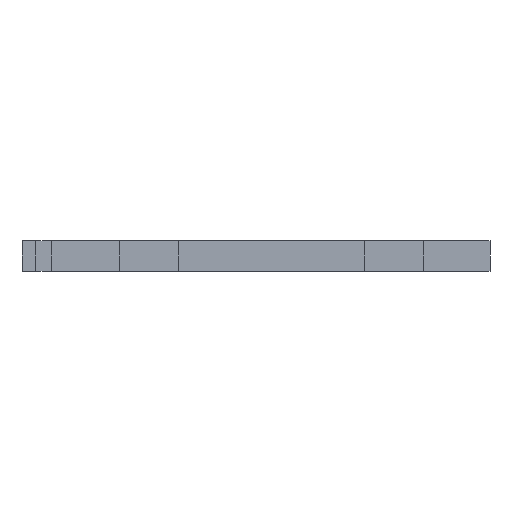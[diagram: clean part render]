
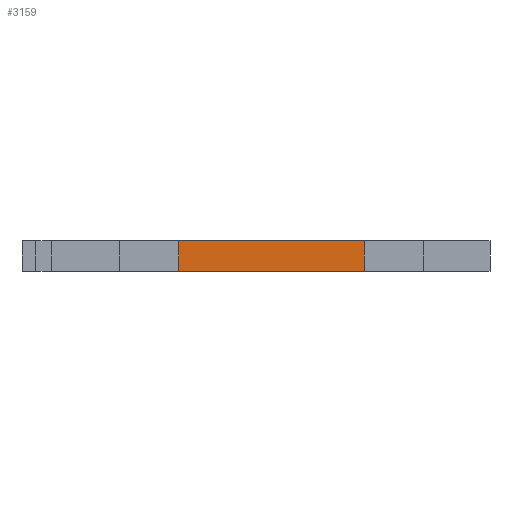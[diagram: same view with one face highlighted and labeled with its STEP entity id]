
A CAD part, front view. The second image highlights one B-rep face of the part: STEP entity #3159.
In plain terms, the highlighted planar face has unit normal (0, -1, 0).
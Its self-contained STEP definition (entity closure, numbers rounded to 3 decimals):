
#128=PLANE('',#3361);
#288=FACE_OUTER_BOUND('',#466,.T.);
#466=EDGE_LOOP('',(#2918,#2919,#2920,#2921));
#760=LINE('',#14061,#1018);
#872=LINE('',#14285,#1130);
#916=LINE('',#14370,#1174);
#921=LINE('',#14380,#1179);
#1018=VECTOR('',#3682,10.);
#1130=VECTOR('',#3800,10.);
#1174=VECTOR('',#3910,10.);
#1179=VECTOR('',#3925,10.);
#1401=VERTEX_POINT('',#14058);
#1402=VERTEX_POINT('',#14060);
#1510=VERTEX_POINT('',#14282);
#1511=VERTEX_POINT('',#14284);
#1808=EDGE_CURVE('',#1401,#1402,#760,.T.);
#1920=EDGE_CURVE('',#1510,#1511,#872,.T.);
#1964=EDGE_CURVE('',#1401,#1511,#916,.T.);
#1969=EDGE_CURVE('',#1510,#1402,#921,.T.);
#2918=ORIENTED_EDGE('',*,*,#1808,.F.);
#2919=ORIENTED_EDGE('',*,*,#1964,.T.);
#2920=ORIENTED_EDGE('',*,*,#1920,.F.);
#2921=ORIENTED_EDGE('',*,*,#1969,.T.);
#3159=ADVANCED_FACE('',(#288),#128,.T.);
#3361=AXIS2_PLACEMENT_3D('',#14425,#3991,#3992);
#3682=DIRECTION('',(-1.,0.,0.));
#3800=DIRECTION('',(1.,0.,0.));
#3910=DIRECTION('',(0.,0.,1.));
#3925=DIRECTION('',(0.,0.,-1.));
#3991=DIRECTION('center_axis',(0.,-1.,0.));
#3992=DIRECTION('ref_axis',(1.,0.,0.));
#14058=CARTESIAN_POINT('',(35.626,-72.5,0.));
#14060=CARTESIAN_POINT('',(-35.626,-72.5,0.));
#14061=CARTESIAN_POINT('',(-20.188,-72.5,0.));
#14282=CARTESIAN_POINT('',(-35.626,-72.5,10.));
#14284=CARTESIAN_POINT('',(35.626,-72.5,10.));
#14285=CARTESIAN_POINT('',(-20.188,-72.5,10.));
#14370=CARTESIAN_POINT('',(35.626,-72.5,0.));
#14380=CARTESIAN_POINT('',(-35.626,-72.5,0.));
#14425=CARTESIAN_POINT('Origin',(-35.376,-72.5,0.));
